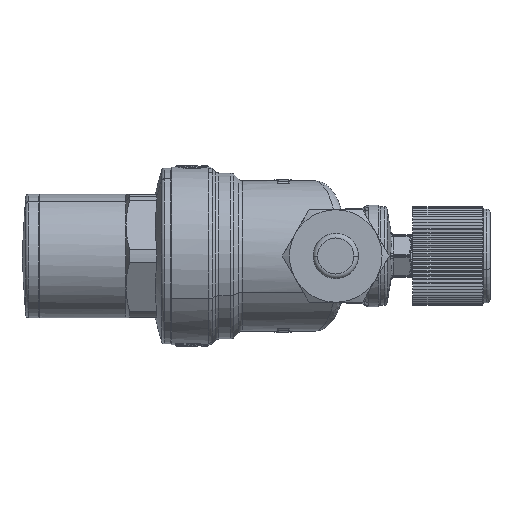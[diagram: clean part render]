
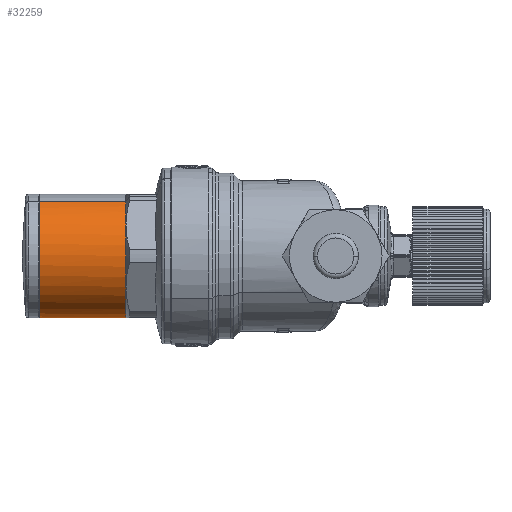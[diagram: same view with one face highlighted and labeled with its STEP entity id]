
A CAD part, left-side view. The second image highlights one B-rep face of the part: STEP entity #32259.
In plain terms, the highlighted cylindrical face has radius 20 mm (diameter 40 mm), a partial arc.
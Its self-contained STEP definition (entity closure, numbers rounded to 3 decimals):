
#31506=CARTESIAN_POINT('Axis2P3D Location',(0.,96.,0.)) ;
#31510=CARTESIAN_POINT('Vertex',(-9.589,96.,17.552)) ;
#31512=CARTESIAN_POINT('Vertex',(9.589,96.,-17.552)) ;
#31530=CARTESIAN_POINT('Axis2P3D Location',(0.,71.9,0.)) ;
#31535=CARTESIAN_POINT('Line Origine',(-9.589,78.868,17.552)) ;
#31539=CARTESIAN_POINT('Vertex',(-9.589,68.,17.552)) ;
#31567=CARTESIAN_POINT('Vertex',(9.589,68.,-17.552)) ;
#31570=CARTESIAN_POINT('Line Origine',(9.589,78.868,-17.552)) ;
#31821=CARTESIAN_POINT('Vertex',(0.,68.,-20.)) ;
#31824=CARTESIAN_POINT('Axis2P3D Location',(0.,68.,0.)) ;
#31905=CARTESIAN_POINT('Vertex',(-17.321,68.,-10.)) ;
#31908=CARTESIAN_POINT('Axis2P3D Location',(0.,68.,0.)) ;
#32238=CARTESIAN_POINT('Axis2P3D Location',(0.,68.,0.)) ;
#32242=CARTESIAN_POINT('Vertex',(-17.321,68.,10.)) ;
#32245=CARTESIAN_POINT('Axis2P3D Location',(0.,68.,0.)) ;
#31537=VECTOR('Line Direction',#31536,1.) ;
#31572=VECTOR('Line Direction',#31571,1.) ;
#31507=DIRECTION('Axis2P3D Direction',(0.,-1.,0.)) ;
#31531=DIRECTION('Axis2P3D Direction',(0.,-1.,0.)) ;
#31532=DIRECTION('Axis2P3D XDirection',(0.479,0.,-0.878)) ;
#31536=DIRECTION('Vector Direction',(0.,-1.,0.)) ;
#31571=DIRECTION('Vector Direction',(0.,-1.,0.)) ;
#31825=DIRECTION('Axis2P3D Direction',(0.,-1.,0.)) ;
#31909=DIRECTION('Axis2P3D Direction',(0.,-1.,0.)) ;
#32239=DIRECTION('Axis2P3D Direction',(0.,-1.,0.)) ;
#32246=DIRECTION('Axis2P3D Direction',(0.,-1.,0.)) ;
#31508=AXIS2_PLACEMENT_3D('Circle Axis2P3D',#31506,#31507,$) ;
#31533=AXIS2_PLACEMENT_3D('Cylinder Axis2P3D',#31530,#31531,#31532) ;
#31826=AXIS2_PLACEMENT_3D('Circle Axis2P3D',#31824,#31825,$) ;
#31910=AXIS2_PLACEMENT_3D('Circle Axis2P3D',#31908,#31909,$) ;
#32240=AXIS2_PLACEMENT_3D('Circle Axis2P3D',#32238,#32239,$) ;
#32247=AXIS2_PLACEMENT_3D('Circle Axis2P3D',#32245,#32246,$) ;
#31538=LINE('Line',#31535,#31537) ;
#31573=LINE('Line',#31570,#31572) ;
#31509=CIRCLE('generated circle',#31508,20.) ;
#31827=CIRCLE('generated circle',#31826,20.) ;
#31911=CIRCLE('generated circle',#31910,20.) ;
#32241=CIRCLE('generated circle',#32240,20.) ;
#32248=CIRCLE('generated circle',#32247,20.) ;
#31534=CYLINDRICAL_SURFACE('generated cylinder',#31533,20.) ;
#31514=EDGE_CURVE('',#31511,#31513,#31509,.T.) ;
#31541=EDGE_CURVE('',#31540,#31511,#31538,.F.) ;
#31574=EDGE_CURVE('',#31568,#31513,#31573,.F.) ;
#31828=EDGE_CURVE('',#31822,#31568,#31827,.T.) ;
#31912=EDGE_CURVE('',#31906,#31822,#31911,.T.) ;
#32244=EDGE_CURVE('',#32243,#31906,#32241,.T.) ;
#32249=EDGE_CURVE('',#31540,#32243,#32248,.T.) ;
#32251=ORIENTED_EDGE('',*,*,#31574,.F.) ;
#32252=ORIENTED_EDGE('',*,*,#31828,.F.) ;
#32253=ORIENTED_EDGE('',*,*,#31912,.F.) ;
#32254=ORIENTED_EDGE('',*,*,#32244,.F.) ;
#32255=ORIENTED_EDGE('',*,*,#32249,.F.) ;
#32256=ORIENTED_EDGE('',*,*,#31541,.T.) ;
#32257=ORIENTED_EDGE('',*,*,#31514,.T.) ;
#32250=EDGE_LOOP('',(#32251,#32252,#32253,#32254,#32255,#32256,#32257)) ;
#31511=VERTEX_POINT('',#31510) ;
#31513=VERTEX_POINT('',#31512) ;
#31540=VERTEX_POINT('',#31539) ;
#31568=VERTEX_POINT('',#31567) ;
#31822=VERTEX_POINT('',#31821) ;
#31906=VERTEX_POINT('',#31905) ;
#32243=VERTEX_POINT('',#32242) ;
#32259=ADVANCED_FACE('PartBody',(#32258),#31534,.T.) ;
#32258=FACE_OUTER_BOUND('',#32250,.T.) ;
